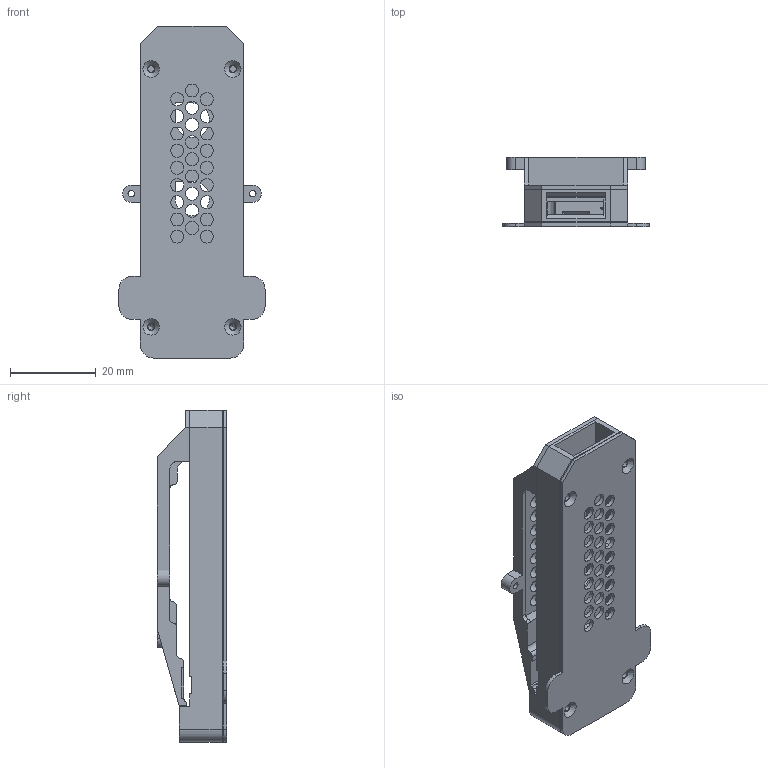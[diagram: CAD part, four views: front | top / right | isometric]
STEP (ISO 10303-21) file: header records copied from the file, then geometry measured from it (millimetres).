
FILE_DESCRIPTION(/* description */ (''),/* implementation_level */ '2;1');
FILE_NAME(/* name */ 'XIAO-ESP32S3 ETVR v4 gum stick index mount v18.step',/* time_stamp */ '2023-10-22T11:40:24-04:00',/* author */ (''),/* organization */ (''),/* preprocessor_version */ 'ST-DEVELOPER v20',/* originating_system */ 'Autodesk Translation Framework v12.14.0.127',/* authorisation */ '');
FILE_SCHEMA (('AUTOMOTIVE_DESIGN { 1 0 10303 214 3 1 1 }'));
Length unit declared in the file: millimetre
Products named in the file (1): XIAO-ESP32S3 ETVR v4 gum stick index mount
Bounding box: 34 x 16.1 x 77.25 mm (x, y, z)
Volume: 10969.6 mm3; surface area: 15567 mm2
Topology: 3 solids, 3 shells, 355 faces, 1058 edges, 700 vertices
Faces by surface type: plane 216, cylinder 130, cone 8, bspline 1
Full cylindrical faces by diameter (mm): 1.5 x10, 3 x70
Entity records: 12318 total; most frequent: CARTESIAN_POINT 2132, ORIENTED_EDGE 2112, DIRECTION 2057, EDGE_CURVE 1056, LINE 761, VECTOR 761, VERTEX_POINT 700, AXIS2_PLACEMENT_3D 648
